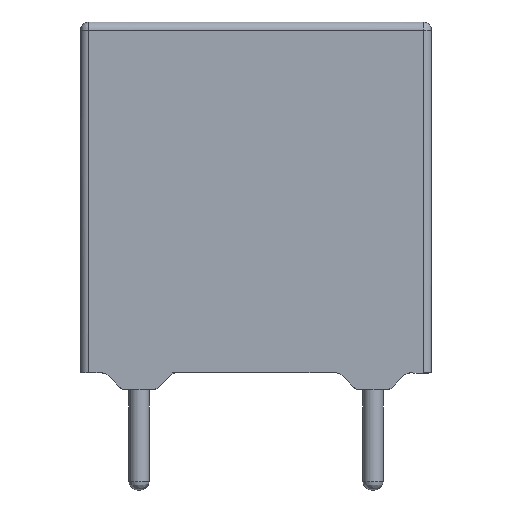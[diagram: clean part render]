
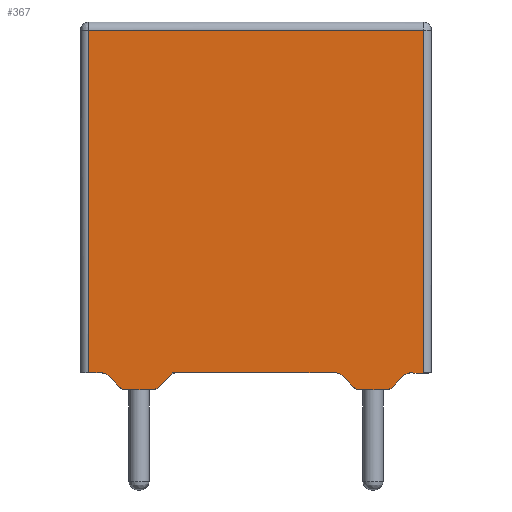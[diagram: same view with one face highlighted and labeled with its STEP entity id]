
A CAD part, front view. The second image highlights one B-rep face of the part: STEP entity #367.
In plain terms, the highlighted planar face has unit normal (0, -1, 0).
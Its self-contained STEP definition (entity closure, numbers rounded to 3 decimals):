
#76=(
BOUNDED_CURVE()
B_SPLINE_CURVE(2,(#3024,#3025,#3026),.UNSPECIFIED.,.F.,.F.)
B_SPLINE_CURVE_WITH_KNOTS((3,3),(0.,0.196),.UNSPECIFIED.)
CURVE()
GEOMETRIC_REPRESENTATION_ITEM()
RATIONAL_B_SPLINE_CURVE((1.,0.924,1.))
REPRESENTATION_ITEM('')
);
#77=(
BOUNDED_CURVE()
B_SPLINE_CURVE(2,(#3039,#3040,#3041),.UNSPECIFIED.,.F.,.F.)
B_SPLINE_CURVE_WITH_KNOTS((3,3),(0.,0.196),.UNSPECIFIED.)
CURVE()
GEOMETRIC_REPRESENTATION_ITEM()
RATIONAL_B_SPLINE_CURVE((1.,0.924,1.))
REPRESENTATION_ITEM('')
);
#79=(
BOUNDED_CURVE()
B_SPLINE_CURVE(2,(#3045,#3046,#3047),.UNSPECIFIED.,.F.,.F.)
B_SPLINE_CURVE_WITH_KNOTS((3,3),(0.,0.196),.UNSPECIFIED.)
CURVE()
GEOMETRIC_REPRESENTATION_ITEM()
RATIONAL_B_SPLINE_CURVE((1.,0.924,1.))
REPRESENTATION_ITEM('')
);
#84=(
BOUNDED_CURVE()
B_SPLINE_CURVE(2,(#3120,#3121,#3122),.UNSPECIFIED.,.F.,.F.)
B_SPLINE_CURVE_WITH_KNOTS((3,3),(0.,0.196),.UNSPECIFIED.)
CURVE()
GEOMETRIC_REPRESENTATION_ITEM()
RATIONAL_B_SPLINE_CURVE((1.,0.924,1.))
REPRESENTATION_ITEM('')
);
#86=(
BOUNDED_CURVE()
B_SPLINE_CURVE(2,(#3125,#3126,#3127),.UNSPECIFIED.,.F.,.F.)
B_SPLINE_CURVE_WITH_KNOTS((3,3),(0.,0.196),.UNSPECIFIED.)
CURVE()
GEOMETRIC_REPRESENTATION_ITEM()
RATIONAL_B_SPLINE_CURVE((1.,0.924,1.))
REPRESENTATION_ITEM('')
);
#88=(
BOUNDED_CURVE()
B_SPLINE_CURVE(2,(#3131,#3132,#3133),.UNSPECIFIED.,.F.,.F.)
B_SPLINE_CURVE_WITH_KNOTS((3,3),(0.,0.196),.UNSPECIFIED.)
CURVE()
GEOMETRIC_REPRESENTATION_ITEM()
RATIONAL_B_SPLINE_CURVE((1.,0.924,1.))
REPRESENTATION_ITEM('')
);
#90=(
BOUNDED_CURVE()
B_SPLINE_CURVE(2,(#3137,#3138,#3139),.UNSPECIFIED.,.F.,.F.)
B_SPLINE_CURVE_WITH_KNOTS((3,3),(0.,0.196),.UNSPECIFIED.)
CURVE()
GEOMETRIC_REPRESENTATION_ITEM()
RATIONAL_B_SPLINE_CURVE((1.,0.924,1.))
REPRESENTATION_ITEM('')
);
#367=ADVANCED_FACE('',(#455),#1916,.T.);
#455=FACE_OUTER_BOUND('',#543,.T.);
#543=EDGE_LOOP('',(#666,#667,#668,#669,#670,#671,#672,#673,#674,#675,#676,
#677,#678,#679,#680,#681,#682,#683,#684));
#666=ORIENTED_EDGE('',*,*,#1301,.F.);
#667=ORIENTED_EDGE('',*,*,#1279,.F.);
#668=ORIENTED_EDGE('',*,*,#1299,.F.);
#669=ORIENTED_EDGE('',*,*,#1278,.F.);
#670=ORIENTED_EDGE('',*,*,#1297,.F.);
#671=ORIENTED_EDGE('',*,*,#1277,.F.);
#672=ORIENTED_EDGE('',*,*,#1295,.F.);
#673=ORIENTED_EDGE('',*,*,#1135,.F.);
#674=ORIENTED_EDGE('',*,*,#1147,.F.);
#675=ORIENTED_EDGE('',*,*,#1148,.F.);
#676=ORIENTED_EDGE('',*,*,#1149,.F.);
#677=ORIENTED_EDGE('',*,*,#1255,.F.);
#678=ORIENTED_EDGE('',*,*,#1273,.F.);
#679=ORIENTED_EDGE('',*,*,#1254,.F.);
#680=ORIENTED_EDGE('',*,*,#1271,.F.);
#681=ORIENTED_EDGE('',*,*,#1253,.F.);
#682=ORIENTED_EDGE('',*,*,#1269,.F.);
#683=ORIENTED_EDGE('',*,*,#1131,.F.);
#684=ORIENTED_EDGE('',*,*,#1280,.F.);
#1131=EDGE_CURVE('',#1664,#1741,#1436,.T.);
#1135=EDGE_CURVE('',#1674,#1770,#1440,.T.);
#1147=EDGE_CURVE('',#1686,#1674,#1452,.T.);
#1148=EDGE_CURVE('',#1687,#1686,#1453,.T.);
#1149=EDGE_CURVE('',#1676,#1687,#1454,.T.);
#1253=EDGE_CURVE('',#1743,#1742,#1509,.T.);
#1254=EDGE_CURVE('',#1745,#1744,#1510,.T.);
#1255=EDGE_CURVE('',#1746,#1676,#1511,.T.);
#1269=EDGE_CURVE('',#1741,#1743,#76,.T.);
#1271=EDGE_CURVE('',#1742,#1745,#77,.T.);
#1273=EDGE_CURVE('',#1744,#1746,#79,.T.);
#1277=EDGE_CURVE('',#1757,#1756,#1526,.T.);
#1278=EDGE_CURVE('',#1759,#1758,#1527,.T.);
#1279=EDGE_CURVE('',#1761,#1760,#1528,.T.);
#1280=EDGE_CURVE('',#1762,#1664,#1529,.T.);
#1295=EDGE_CURVE('',#1770,#1757,#84,.T.);
#1297=EDGE_CURVE('',#1756,#1759,#86,.T.);
#1299=EDGE_CURVE('',#1758,#1761,#88,.T.);
#1301=EDGE_CURVE('',#1760,#1762,#90,.T.);
#1436=B_SPLINE_CURVE_WITH_KNOTS('',1,(#2636,#2637),.UNSPECIFIED.,.F.,.F.,
(2,2),(-4.,-3.146),.UNSPECIFIED.);
#1440=B_SPLINE_CURVE_WITH_KNOTS('',1,(#2644,#2645),.UNSPECIFIED.,.F.,.F.,
(2,2),(-8.667,-8.138),.UNSPECIFIED.);
#1452=B_SPLINE_CURVE_WITH_KNOTS('',1,(#2668,#2669),.UNSPECIFIED.,.F.,.F.,
(2,2),(0.25,10.5),.UNSPECIFIED.);
#1453=B_SPLINE_CURVE_WITH_KNOTS('',1,(#2670,#2671),.UNSPECIFIED.,.F.,.F.,
(2,2),(0.25,10.25),.UNSPECIFIED.);
#1454=B_SPLINE_CURVE_WITH_KNOTS('',1,(#2672,#2673),.UNSPECIFIED.,.F.,.F.,
(2,2),(0.,10.25),.UNSPECIFIED.);
#1509=B_SPLINE_CURVE_WITH_KNOTS('',1,(#2963,#2964),.UNSPECIFIED.,.F.,.F.,
(2,2),(-2.896,-2.104),.UNSPECIFIED.);
#1510=B_SPLINE_CURVE_WITH_KNOTS('',1,(#2965,#2966),.UNSPECIFIED.,.F.,.F.,
(2,2),(-1.854,-1.146),.UNSPECIFIED.);
#1511=B_SPLINE_CURVE_WITH_KNOTS('',1,(#2967,#2968),.UNSPECIFIED.,.F.,.F.,
(2,2),(-0.862,-0.333),.UNSPECIFIED.);
#1526=B_SPLINE_CURVE_WITH_KNOTS('',1,(#3064,#3065),.UNSPECIFIED.,.F.,.F.,
(2,2),(-7.854,-7.146),.UNSPECIFIED.);
#1527=B_SPLINE_CURVE_WITH_KNOTS('',1,(#3066,#3067),.UNSPECIFIED.,.F.,.F.,
(2,2),(-6.896,-6.104),.UNSPECIFIED.);
#1528=B_SPLINE_CURVE_WITH_KNOTS('',1,(#3068,#3069),.UNSPECIFIED.,.F.,.F.,
(2,2),(-5.854,-5.146),.UNSPECIFIED.);
#1529=B_SPLINE_CURVE_WITH_KNOTS('',1,(#3070,#3071),.UNSPECIFIED.,.F.,.F.,
(2,2),(-4.979,-4.),.UNSPECIFIED.);
#1664=VERTEX_POINT('',#2474);
#1674=VERTEX_POINT('',#2484);
#1676=VERTEX_POINT('',#2486);
#1686=VERTEX_POINT('',#2496);
#1687=VERTEX_POINT('',#2497);
#1741=VERTEX_POINT('',#2551);
#1742=VERTEX_POINT('',#2552);
#1743=VERTEX_POINT('',#2553);
#1744=VERTEX_POINT('',#2554);
#1745=VERTEX_POINT('',#2555);
#1746=VERTEX_POINT('',#2556);
#1756=VERTEX_POINT('',#2566);
#1757=VERTEX_POINT('',#2567);
#1758=VERTEX_POINT('',#2568);
#1759=VERTEX_POINT('',#2569);
#1760=VERTEX_POINT('',#2570);
#1761=VERTEX_POINT('',#2571);
#1762=VERTEX_POINT('',#2572);
#1770=VERTEX_POINT('',#2580);
#1916=PLANE('',#1974);
#1974=AXIS2_PLACEMENT_3D('',#2351,#2015,$);
#2015=DIRECTION('',(0.,-1.,0.));
#2351=CARTESIAN_POINT('',(6.563,-2.5,-1.375));
#2474=CARTESIAN_POINT('',(-2.5,-2.5,0.5));
#2484=CARTESIAN_POINT('',(5.,-2.5,0.5));
#2486=CARTESIAN_POINT('',(-5.,-2.5,0.5));
#2496=CARTESIAN_POINT('',(5.,-2.5,10.75));
#2497=CARTESIAN_POINT('',(-5.,-2.5,10.75));
#2551=CARTESIAN_POINT('',(-2.927,-2.5,0.073));
#2552=CARTESIAN_POINT('',(-3.896,-2.5,0.));
#2553=CARTESIAN_POINT('',(-3.104,-2.5,0.));
#2554=CARTESIAN_POINT('',(-4.427,-2.5,0.427));
#2555=CARTESIAN_POINT('',(-4.073,-2.5,0.073));
#2556=CARTESIAN_POINT('',(-4.604,-2.5,0.5));
#2566=CARTESIAN_POINT('',(4.073,-2.5,0.073));
#2567=CARTESIAN_POINT('',(4.427,-2.5,0.427));
#2568=CARTESIAN_POINT('',(3.104,-2.5,0.));
#2569=CARTESIAN_POINT('',(3.896,-2.5,0.));
#2570=CARTESIAN_POINT('',(2.573,-2.5,0.427));
#2571=CARTESIAN_POINT('',(2.927,-2.5,0.073));
#2572=CARTESIAN_POINT('',(2.396,-2.5,0.5));
#2580=CARTESIAN_POINT('',(4.604,-2.5,0.5));
#2636=CARTESIAN_POINT('',(-2.5,-2.5,0.5));
#2637=CARTESIAN_POINT('',(-2.927,-2.5,0.073));
#2644=CARTESIAN_POINT('',(5.,-2.5,0.5));
#2645=CARTESIAN_POINT('',(4.604,-2.5,0.5));
#2668=CARTESIAN_POINT('',(5.,-2.5,10.75));
#2669=CARTESIAN_POINT('',(5.,-2.5,0.5));
#2670=CARTESIAN_POINT('',(-5.,-2.5,10.75));
#2671=CARTESIAN_POINT('',(5.,-2.5,10.75));
#2672=CARTESIAN_POINT('',(-5.,-2.5,0.5));
#2673=CARTESIAN_POINT('',(-5.,-2.5,10.75));
#2963=CARTESIAN_POINT('',(-3.104,-2.5,0.));
#2964=CARTESIAN_POINT('',(-3.896,-2.5,0.));
#2965=CARTESIAN_POINT('',(-4.073,-2.5,0.073));
#2966=CARTESIAN_POINT('',(-4.427,-2.5,0.427));
#2967=CARTESIAN_POINT('',(-4.604,-2.5,0.5));
#2968=CARTESIAN_POINT('',(-5.,-2.5,0.5));
#3024=CARTESIAN_POINT('',(-2.927,-2.5,0.073));
#3025=CARTESIAN_POINT('',(-3.,-2.5,0.));
#3026=CARTESIAN_POINT('',(-3.104,-2.5,0.));
#3039=CARTESIAN_POINT('',(-3.896,-2.5,0.));
#3040=CARTESIAN_POINT('',(-4.,-2.5,0.));
#3041=CARTESIAN_POINT('',(-4.073,-2.5,0.073));
#3045=CARTESIAN_POINT('',(-4.427,-2.5,0.427));
#3046=CARTESIAN_POINT('',(-4.5,-2.5,0.5));
#3047=CARTESIAN_POINT('',(-4.604,-2.5,0.5));
#3064=CARTESIAN_POINT('',(4.427,-2.5,0.427));
#3065=CARTESIAN_POINT('',(4.073,-2.5,0.073));
#3066=CARTESIAN_POINT('',(3.896,-2.5,0.));
#3067=CARTESIAN_POINT('',(3.104,-2.5,0.));
#3068=CARTESIAN_POINT('',(2.927,-2.5,0.073));
#3069=CARTESIAN_POINT('',(2.573,-2.5,0.427));
#3070=CARTESIAN_POINT('',(2.396,-2.5,0.5));
#3071=CARTESIAN_POINT('',(-2.5,-2.5,0.5));
#3120=CARTESIAN_POINT('',(4.604,-2.5,0.5));
#3121=CARTESIAN_POINT('',(4.5,-2.5,0.5));
#3122=CARTESIAN_POINT('',(4.427,-2.5,0.427));
#3125=CARTESIAN_POINT('',(4.073,-2.5,0.073));
#3126=CARTESIAN_POINT('',(4.,-2.5,0.));
#3127=CARTESIAN_POINT('',(3.896,-2.5,0.));
#3131=CARTESIAN_POINT('',(3.104,-2.5,0.));
#3132=CARTESIAN_POINT('',(3.,-2.5,0.));
#3133=CARTESIAN_POINT('',(2.927,-2.5,0.073));
#3137=CARTESIAN_POINT('',(2.573,-2.5,0.427));
#3138=CARTESIAN_POINT('',(2.5,-2.5,0.5));
#3139=CARTESIAN_POINT('',(2.396,-2.5,0.5));
